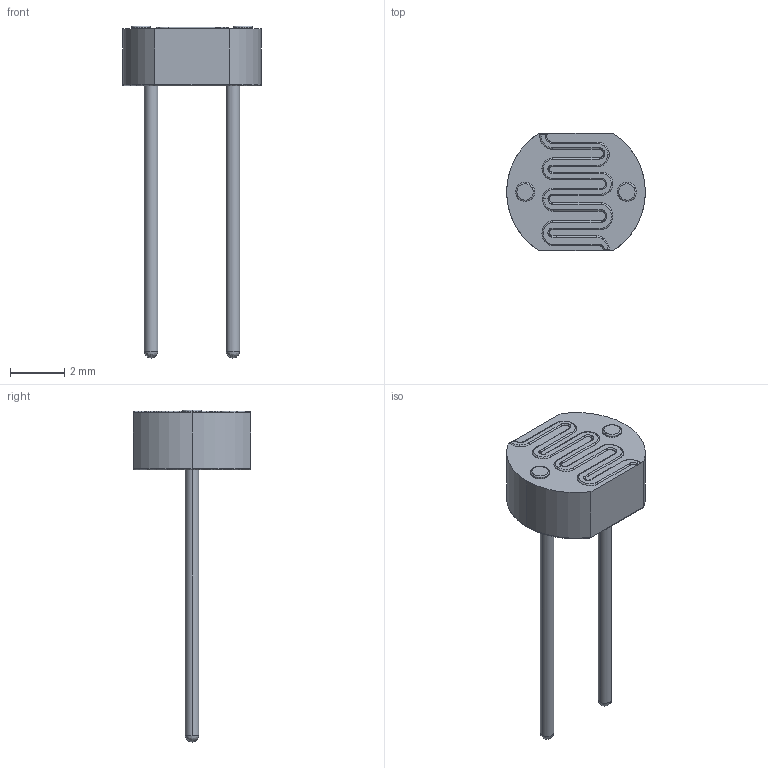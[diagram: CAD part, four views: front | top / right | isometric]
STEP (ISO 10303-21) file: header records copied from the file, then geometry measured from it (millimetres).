
FILE_DESCRIPTION (( 'STEP AP214' ), '1' );
FILE_NAME ('522735C0-BA5A-48DF-BE57-8EA8EA01DF26.STEP', '2025-06-24T14:01:53', ( '' ), ( '' ), 'SwSTEP 2.0', 'SolidWorks 2022', '' );
FILE_SCHEMA (( 'AUTOMOTIVE_DESIGN' ));
Length unit declared in the file: millimetre
Products named in the file (1): 522735C0-BA5A-48DF-BE57-8EA8EA01DF26
Bounding box: 5.1 x 4.3 x 12.2 mm (x, y, z)
Volume: 44 mm3; surface area: 116.2 mm2
Topology: 7 solids, 7 shells, 93 faces, 240 edges, 149 vertices
Faces by surface type: bspline 44, cylinder 33, plane 16
Entity records: 3814 total; most frequent: CARTESIAN_POINT 1770, ORIENTED_EDGE 456, DIRECTION 345, EDGE_CURVE 228, VERTEX_POINT 149, AXIS2_PLACEMENT_3D 141, ADVANCED_FACE 93, EDGE_LOOP 93
